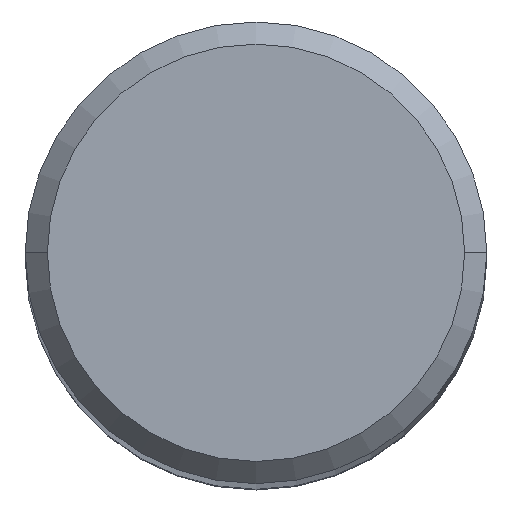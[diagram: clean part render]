
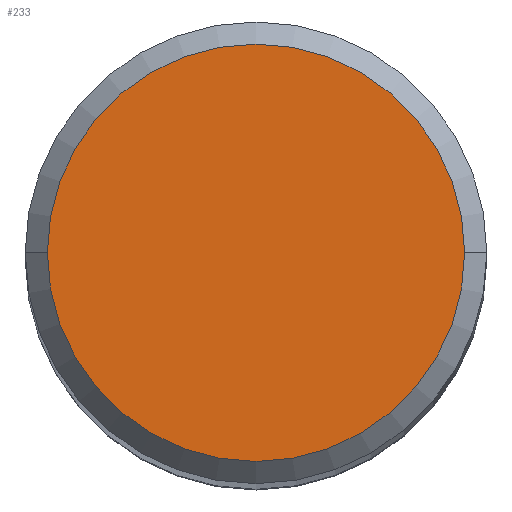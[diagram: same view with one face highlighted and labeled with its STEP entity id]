
A CAD part, top view. The second image highlights one B-rep face of the part: STEP entity #233.
In plain terms, the highlighted planar face has unit normal (0, 0, 1).
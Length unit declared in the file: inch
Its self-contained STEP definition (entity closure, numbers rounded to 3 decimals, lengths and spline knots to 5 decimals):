
#2 = AXIS2_PLACEMENT_3D ( 'NONE', #121, #212, #394 ) ;
#8 = AXIS2_PLACEMENT_3D ( 'NONE', #395, #91, #338 ) ;
#13 = DIRECTION ( 'NONE',  ( 1., 0., 0. ) ) ;
#20 = PLANE ( 'NONE',  #8 ) ;
#46 = CARTESIAN_POINT ( 'NONE',  ( 0., 0., 2.5 ) ) ;
#61 = AXIS2_PLACEMENT_3D ( 'NONE', #46, #361, #13 ) ;
#65 = VERTEX_POINT ( 'NONE', #80 ) ;
#73 = EDGE_CURVE ( 'NONE', #65, #339, #243, .T. ) ;
#80 = CARTESIAN_POINT ( 'NONE',  ( 0.14125, 0., 2.5 ) ) ;
#91 = DIRECTION ( 'NONE',  ( 0., 0., 1. ) ) ;
#120 = ORIENTED_EDGE ( 'NONE', *, *, #329, .T. ) ;
#121 = CARTESIAN_POINT ( 'NONE',  ( 0., 0., 2.5 ) ) ;
#142 = CIRCLE ( 'NONE', #2, 0.14125 ) ;
#179 = ORIENTED_EDGE ( 'NONE', *, *, #73, .T. ) ;
#212 = DIRECTION ( 'NONE',  ( 0., 0., 1. ) ) ;
#233 = ADVANCED_FACE ( 'NONE', ( #391 ), #20, .T. ) ;
#243 = CIRCLE ( 'NONE', #61, 0.14125 ) ;
#244 = EDGE_LOOP ( 'NONE', ( #120, #179 ) ) ;
#329 = EDGE_CURVE ( 'NONE', #339, #65, #142, .T. ) ;
#330 = CARTESIAN_POINT ( 'NONE',  ( -0.14125, 0., 2.5 ) ) ;
#338 = DIRECTION ( 'NONE',  ( 1., 0., 0. ) ) ;
#339 = VERTEX_POINT ( 'NONE', #330 ) ;
#361 = DIRECTION ( 'NONE',  ( 0., 0., 1. ) ) ;
#391 = FACE_OUTER_BOUND ( 'NONE', #244, .T. ) ;
#394 = DIRECTION ( 'NONE',  ( 1., 0., 0. ) ) ;
#395 = CARTESIAN_POINT ( 'NONE',  ( 0., 0., 2.5 ) ) ;
